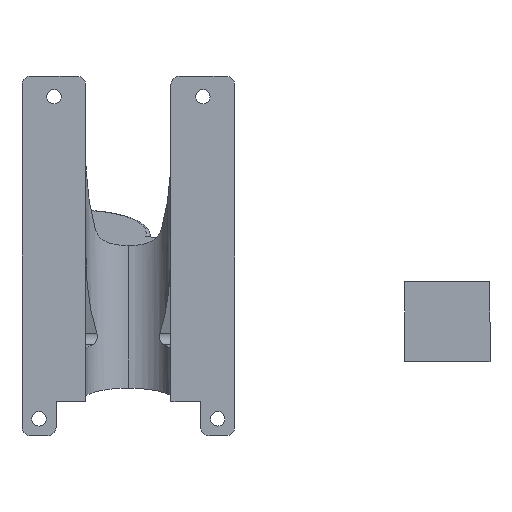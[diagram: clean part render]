
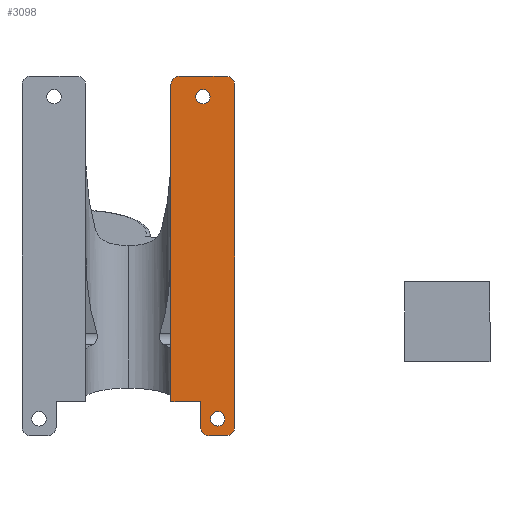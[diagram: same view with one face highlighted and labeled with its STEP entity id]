
A CAD part, front view. The second image highlights one B-rep face of the part: STEP entity #3098.
In plain terms, the highlighted planar face has unit normal (0, -1, 0).
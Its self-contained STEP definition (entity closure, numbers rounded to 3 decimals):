
#7 = CARTESIAN_POINT ( 'NONE',  ( 58., 0., -15.441 ) ) ;
#37 = CIRCLE ( 'NONE', #1321, 2. ) ;
#42 = CARTESIAN_POINT ( 'NONE',  ( 52.5, 0., 62.263 ) ) ;
#51 = EDGE_CURVE ( 'NONE', #1666, #599, #2006, .T. ) ;
#70 = CARTESIAN_POINT ( 'NONE',  ( 45., 0., 65.083 ) ) ;
#94 = DIRECTION ( 'NONE',  ( 1., 0., 0. ) ) ;
#116 = CARTESIAN_POINT ( 'NONE',  ( 56., 0., -13.441 ) ) ;
#133 = AXIS2_PLACEMENT_3D ( 'NONE', #1123, #578, #592 ) ;
#157 = VERTEX_POINT ( 'NONE', #70 ) ;
#184 = EDGE_CURVE ( 'NONE', #157, #1666, #2561, .T. ) ;
#222 = CARTESIAN_POINT ( 'NONE',  ( 10., 0., 67.083 ) ) ;
#225 = CIRCLE ( 'NONE', #2882, 1.7 ) ;
#300 = AXIS2_PLACEMENT_3D ( 'NONE', #42, #3086, #2220 ) ;
#307 = CARTESIAN_POINT ( 'NONE',  ( 45., 0., 89.693 ) ) ;
#324 = ORIENTED_EDGE ( 'NONE', *, *, #1378, .F. ) ;
#329 = PLANE ( 'NONE',  #848 ) ;
#341 = ORIENTED_EDGE ( 'NONE', *, *, #51, .F. ) ;
#360 = CARTESIAN_POINT ( 'NONE',  ( 10., 0., 89.693 ) ) ;
#394 = AXIS2_PLACEMENT_3D ( 'NONE', #2605, #3172, #1668 ) ;
#511 = CARTESIAN_POINT ( 'NONE',  ( 54.2, 0., 62.263 ) ) ;
#560 = DIRECTION ( 'NONE',  ( 1., 0., 0. ) ) ;
#578 = DIRECTION ( 'NONE',  ( 0., 1., 0. ) ) ;
#592 = DIRECTION ( 'NONE',  ( 1., 0., 0. ) ) ;
#599 = VERTEX_POINT ( 'NONE', #2728 ) ;
#616 = VECTOR ( 'NONE', #3153, 1000. ) ;
#624 = ORIENTED_EDGE ( 'NONE', *, *, #1403, .F. ) ;
#653 = EDGE_CURVE ( 'NONE', #1971, #1125, #225, .T. ) ;
#701 = VERTEX_POINT ( 'NONE', #3268 ) ;
#789 = EDGE_CURVE ( 'NONE', #1893, #1523, #3230, .T. ) ;
#848 = AXIS2_PLACEMENT_3D ( 'NONE', #360, #2356, #560 ) ;
#956 = AXIS2_PLACEMENT_3D ( 'NONE', #1860, #2874, #2077 ) ;
#1019 = CIRCLE ( 'NONE', #2641, 2. ) ;
#1066 = CARTESIAN_POINT ( 'NONE',  ( 58., 0., -17.441 ) ) ;
#1067 = ORIENTED_EDGE ( 'NONE', *, *, #3040, .F. ) ;
#1072 = EDGE_LOOP ( 'NONE', ( #1653, #2083 ) ) ;
#1123 = CARTESIAN_POINT ( 'NONE',  ( 54., 0., -15.441 ) ) ;
#1125 = VERTEX_POINT ( 'NONE', #1716 ) ;
#1138 = LINE ( 'NONE', #2139, #616 ) ;
#1203 = CARTESIAN_POINT ( 'NONE',  ( 50.8, 0., 62.263 ) ) ;
#1259 = ORIENTED_EDGE ( 'NONE', *, *, #184, .F. ) ;
#1272 = CARTESIAN_POINT ( 'NONE',  ( 60., 0., 89.693 ) ) ;
#1288 = CIRCLE ( 'NONE', #956, 1.7 ) ;
#1321 = AXIS2_PLACEMENT_3D ( 'NONE', #2397, #2369, #94 ) ;
#1328 = EDGE_LOOP ( 'NONE', ( #3212, #1898 ) ) ;
#1348 = VERTEX_POINT ( 'NONE', #2296 ) ;
#1362 = CARTESIAN_POINT ( 'NONE',  ( 47., 0., 65.083 ) ) ;
#1378 = EDGE_CURVE ( 'NONE', #599, #1893, #37, .T. ) ;
#1403 = EDGE_CURVE ( 'NONE', #2869, #701, #1420, .T. ) ;
#1415 = CARTESIAN_POINT ( 'NONE',  ( 47., 0., 67.083 ) ) ;
#1420 = CIRCLE ( 'NONE', #133, 2. ) ;
#1447 = EDGE_CURVE ( 'NONE', #2498, #1806, #2678, .T. ) ;
#1494 = CARTESIAN_POINT ( 'NONE',  ( 10., 0., -9.441 ) ) ;
#1499 = ORIENTED_EDGE ( 'NONE', *, *, #789, .F. ) ;
#1523 = VERTEX_POINT ( 'NONE', #2357 ) ;
#1592 = CIRCLE ( 'NONE', #300, 1.7 ) ;
#1603 = LINE ( 'NONE', #307, #2681 ) ;
#1607 = EDGE_CURVE ( 'NONE', #157, #3289, #1603, .T. ) ;
#1653 = ORIENTED_EDGE ( 'NONE', *, *, #1662, .T. ) ;
#1655 = DIRECTION ( 'NONE',  ( 0., 1., 0. ) ) ;
#1662 = EDGE_CURVE ( 'NONE', #1806, #2498, #1592, .T. ) ;
#1666 = VERTEX_POINT ( 'NONE', #1415 ) ;
#1668 = DIRECTION ( 'NONE',  ( -1., 0., 0. ) ) ;
#1716 = CARTESIAN_POINT ( 'NONE',  ( 56., 0., -11.741 ) ) ;
#1789 = CARTESIAN_POINT ( 'NONE',  ( 60., 0., -17.441 ) ) ;
#1806 = VERTEX_POINT ( 'NONE', #511 ) ;
#1807 = VECTOR ( 'NONE', #2800, 1000. ) ;
#1831 = FACE_BOUND ( 'NONE', #1328, .T. ) ;
#1860 = CARTESIAN_POINT ( 'NONE',  ( 56., 0., -13.441 ) ) ;
#1879 = DIRECTION ( 'NONE',  ( 1., 0., 0. ) ) ;
#1893 = VERTEX_POINT ( 'NONE', #2893 ) ;
#1898 = ORIENTED_EDGE ( 'NONE', *, *, #2393, .F. ) ;
#1920 = DIRECTION ( 'NONE',  ( 0., 0., -1. ) ) ;
#1971 = VERTEX_POINT ( 'NONE', #3106 ) ;
#1982 = EDGE_CURVE ( 'NONE', #1348, #701, #1138, .T. ) ;
#2006 = LINE ( 'NONE', #222, #2088 ) ;
#2049 = LINE ( 'NONE', #1494, #2690 ) ;
#2071 = DIRECTION ( 'NONE',  ( 0., 1., 0. ) ) ;
#2077 = DIRECTION ( 'NONE',  ( 0., 0., -1. ) ) ;
#2083 = ORIENTED_EDGE ( 'NONE', *, *, #1447, .T. ) ;
#2088 = VECTOR ( 'NONE', #3286, 1000. ) ;
#2131 = VECTOR ( 'NONE', #2478, 1000. ) ;
#2139 = CARTESIAN_POINT ( 'NONE',  ( 52., 0., -9.441 ) ) ;
#2220 = DIRECTION ( 'NONE',  ( -1., 0., 0. ) ) ;
#2271 = EDGE_CURVE ( 'NONE', #3289, #1348, #2049, .T. ) ;
#2296 = CARTESIAN_POINT ( 'NONE',  ( 52., 0., -9.441 ) ) ;
#2304 = ORIENTED_EDGE ( 'NONE', *, *, #3004, .T. ) ;
#2354 = ORIENTED_EDGE ( 'NONE', *, *, #1607, .T. ) ;
#2356 = DIRECTION ( 'NONE',  ( 0., 1., 0. ) ) ;
#2357 = CARTESIAN_POINT ( 'NONE',  ( 60., 0., -15.441 ) ) ;
#2369 = DIRECTION ( 'NONE',  ( 0., 1., 0. ) ) ;
#2393 = EDGE_CURVE ( 'NONE', #1125, #1971, #1288, .T. ) ;
#2397 = CARTESIAN_POINT ( 'NONE',  ( 58., 0., 65.083 ) ) ;
#2478 = DIRECTION ( 'NONE',  ( 0., 0., -1. ) ) ;
#2483 = ORIENTED_EDGE ( 'NONE', *, *, #1982, .T. ) ;
#2489 = DIRECTION ( 'NONE',  ( 1., 0., 0. ) ) ;
#2498 = VERTEX_POINT ( 'NONE', #1203 ) ;
#2561 = CIRCLE ( 'NONE', #3254, 2. ) ;
#2604 = FACE_BOUND ( 'NONE', #1072, .T. ) ;
#2605 = CARTESIAN_POINT ( 'NONE',  ( 52.5, 0., 62.263 ) ) ;
#2632 = FACE_OUTER_BOUND ( 'NONE', #2826, .T. ) ;
#2641 = AXIS2_PLACEMENT_3D ( 'NONE', #7, #1655, #1879 ) ;
#2678 = CIRCLE ( 'NONE', #394, 1.7 ) ;
#2681 = VECTOR ( 'NONE', #2836, 1000. ) ;
#2690 = VECTOR ( 'NONE', #2489, 1000. ) ;
#2695 = DIRECTION ( 'NONE',  ( 0., -1., 0. ) ) ;
#2728 = CARTESIAN_POINT ( 'NONE',  ( 58., 0., 67.083 ) ) ;
#2800 = DIRECTION ( 'NONE',  ( 1., 0., 0. ) ) ;
#2819 = LINE ( 'NONE', #1789, #1807 ) ;
#2826 = EDGE_LOOP ( 'NONE', ( #2354, #3215, #2483, #624, #2304, #1067, #1499, #324, #341, #1259 ) ) ;
#2836 = DIRECTION ( 'NONE',  ( 0., 0., -1. ) ) ;
#2869 = VERTEX_POINT ( 'NONE', #3208 ) ;
#2874 = DIRECTION ( 'NONE',  ( 0., -1., 0. ) ) ;
#2882 = AXIS2_PLACEMENT_3D ( 'NONE', #116, #2695, #1920 ) ;
#2893 = CARTESIAN_POINT ( 'NONE',  ( 60., 0., 65.083 ) ) ;
#2902 = DIRECTION ( 'NONE',  ( 1., 0., 0. ) ) ;
#2930 = CARTESIAN_POINT ( 'NONE',  ( 45., 0., -9.441 ) ) ;
#2933 = VERTEX_POINT ( 'NONE', #1066 ) ;
#3004 = EDGE_CURVE ( 'NONE', #2869, #2933, #2819, .T. ) ;
#3040 = EDGE_CURVE ( 'NONE', #1523, #2933, #1019, .T. ) ;
#3086 = DIRECTION ( 'NONE',  ( 0., 1., 0. ) ) ;
#3098 = ADVANCED_FACE ( 'NONE', ( #2604, #2632, #1831 ), #329, .F. ) ;
#3106 = CARTESIAN_POINT ( 'NONE',  ( 56., 0., -15.141 ) ) ;
#3153 = DIRECTION ( 'NONE',  ( 0., 0., -1. ) ) ;
#3172 = DIRECTION ( 'NONE',  ( 0., 1., 0. ) ) ;
#3208 = CARTESIAN_POINT ( 'NONE',  ( 54., 0., -17.441 ) ) ;
#3212 = ORIENTED_EDGE ( 'NONE', *, *, #653, .F. ) ;
#3215 = ORIENTED_EDGE ( 'NONE', *, *, #2271, .T. ) ;
#3230 = LINE ( 'NONE', #1272, #2131 ) ;
#3254 = AXIS2_PLACEMENT_3D ( 'NONE', #1362, #2071, #2902 ) ;
#3268 = CARTESIAN_POINT ( 'NONE',  ( 52., 0., -15.441 ) ) ;
#3286 = DIRECTION ( 'NONE',  ( 1., 0., 0. ) ) ;
#3289 = VERTEX_POINT ( 'NONE', #2930 ) ;
